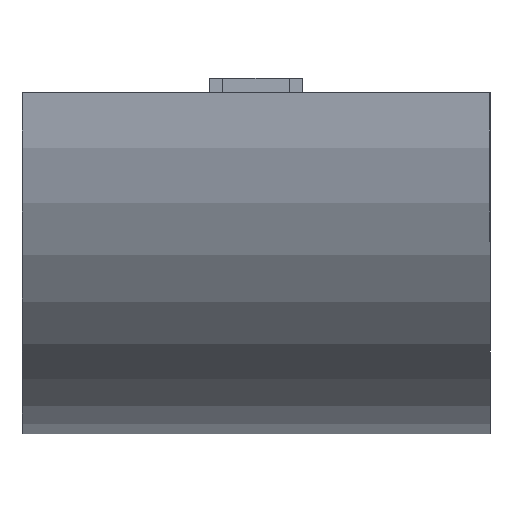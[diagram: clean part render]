
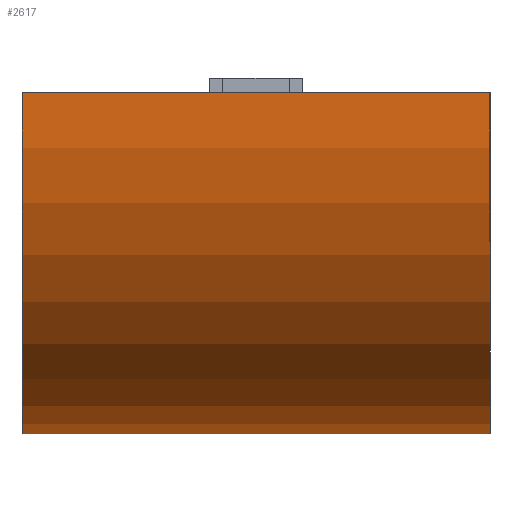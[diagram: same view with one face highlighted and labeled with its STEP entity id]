
A CAD part, left-side view. The second image highlights one B-rep face of the part: STEP entity #2617.
In plain terms, the highlighted cylindrical face has radius 71.178 mm (diameter 142.357 mm), a partial arc.
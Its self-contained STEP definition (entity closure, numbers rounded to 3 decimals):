
#327=LINE('',#4440,#581);
#340=LINE('',#4465,#594);
#581=VECTOR('',#3414,10.);
#594=VECTOR('',#3433,10.);
#689=CYLINDRICAL_SURFACE('',#2867,71.178);
#826=FACE_OUTER_BOUND('',#977,.T.);
#977=EDGE_LOOP('',(#2449,#2450,#2451,#2452));
#1074=CIRCLE('',#2866,71.178);
#1075=CIRCLE('',#2868,71.178);
#1298=VERTEX_POINT('',#4437);
#1299=VERTEX_POINT('',#4439);
#1307=VERTEX_POINT('',#4462);
#1308=VERTEX_POINT('',#4464);
#1633=EDGE_CURVE('',#1299,#1298,#327,.T.);
#1646=EDGE_CURVE('',#1308,#1307,#340,.T.);
#1713=EDGE_CURVE('',#1308,#1298,#1074,.T.);
#1714=EDGE_CURVE('',#1299,#1307,#1075,.T.);
#2449=ORIENTED_EDGE('',*,*,#1646,.T.);
#2450=ORIENTED_EDGE('',*,*,#1714,.F.);
#2451=ORIENTED_EDGE('',*,*,#1633,.T.);
#2452=ORIENTED_EDGE('',*,*,#1713,.F.);
#2617=ADVANCED_FACE('',(#826),#689,.T.);
#2866=AXIS2_PLACEMENT_3D('',#4604,#3592,#3593);
#2867=AXIS2_PLACEMENT_3D('',#4605,#3594,#3595);
#2868=AXIS2_PLACEMENT_3D('',#4606,#3596,#3597);
#3414=DIRECTION('',(0.,1.,0.));
#3433=DIRECTION('',(0.,-1.,0.));
#3592=DIRECTION('center_axis',(0.,1.,0.));
#3593=DIRECTION('ref_axis',(1.,0.,0.));
#3594=DIRECTION('center_axis',(0.,-1.,0.));
#3595=DIRECTION('ref_axis',(0.,0.,-1.));
#3596=DIRECTION('center_axis',(0.,-1.,0.));
#3597=DIRECTION('ref_axis',(1.,0.,0.));
#4437=CARTESIAN_POINT('',(-71.15,91.7,2.));
#4439=CARTESIAN_POINT('',(-71.15,-8.3,2.));
#4440=CARTESIAN_POINT('',(-71.15,91.7,2.));
#4462=CARTESIAN_POINT('',(71.15,-8.3,2.));
#4464=CARTESIAN_POINT('',(71.15,91.7,2.));
#4465=CARTESIAN_POINT('',(71.15,91.7,2.));
#4604=CARTESIAN_POINT('Origin',(0.,91.7,0.));
#4605=CARTESIAN_POINT('Origin',(0.,91.7,0.));
#4606=CARTESIAN_POINT('Origin',(0.,-8.3,
0.));
